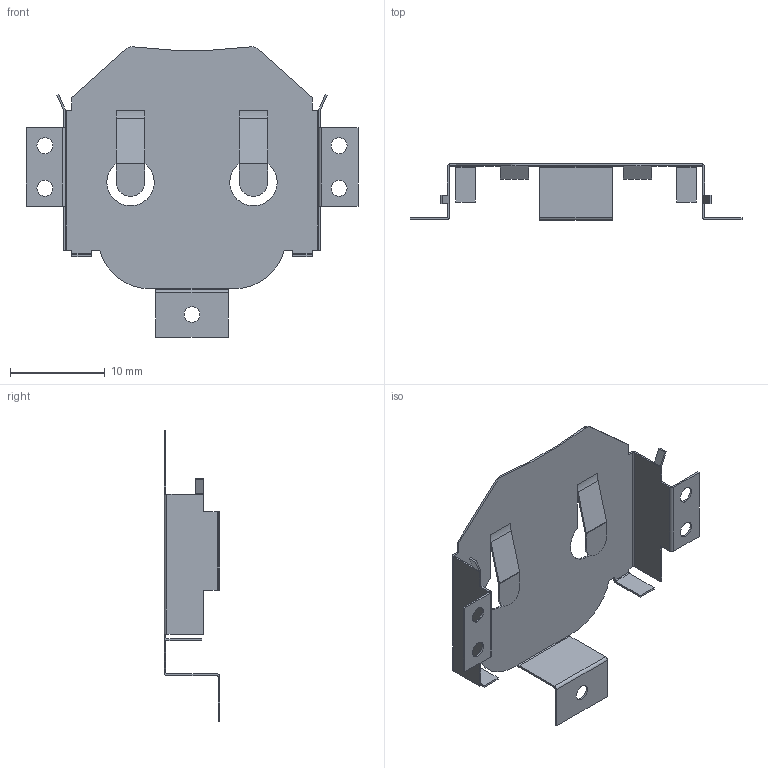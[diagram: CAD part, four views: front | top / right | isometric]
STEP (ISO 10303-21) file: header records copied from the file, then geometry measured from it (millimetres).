
FILE_DESCRIPTION (( 'STEP AP214' ), '1' );
FILE_NAME ('BRX1-2450-SM.STEP', '2020-02-10T20:38:14', ( '' ), ( '' ), 'SwSTEP 2.0', 'SolidWorks 2017', '' );
FILE_SCHEMA (( 'AUTOMOTIVE_DESIGN' ));
Length unit declared in the file: millimetre
Products named in the file (1): BRX1-2450-SM
Bounding box: 35.1 x 5.9 x 30.7 mm (x, y, z)
Volume: 177.5 mm3; surface area: 1833.2 mm2
Topology: 1 solids, 1 shells, 172 faces, 402 edges, 232 vertices
Faces by surface type: plane 123, cylinder 49
Entity records: 4822 total; most frequent: DIRECTION 846, CARTESIAN_POINT 807, ORIENTED_EDGE 804, EDGE_CURVE 402, LINE 304, VECTOR 304, AXIS2_PLACEMENT_3D 271, VERTEX_POINT 232
